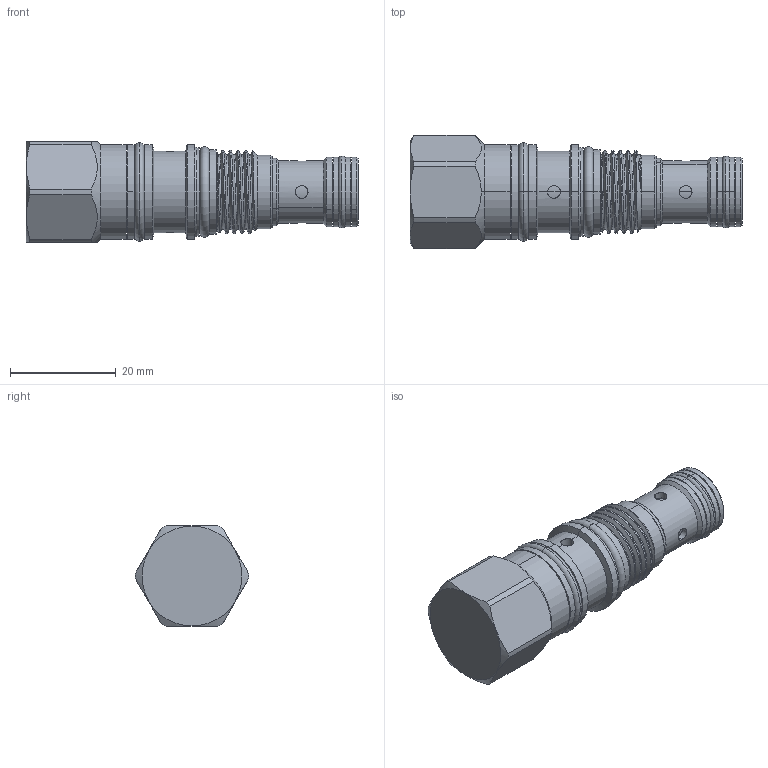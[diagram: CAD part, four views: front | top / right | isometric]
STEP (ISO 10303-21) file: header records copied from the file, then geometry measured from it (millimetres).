
FILE_DESCRIPTION (( 'STEP AP203' ), '1' );
FILE_NAME ('LS163A30-N.STEP', '2016-06-06T07:33:31', ( '' ), ( '' ), 'SwSTEP 2.0', 'SolidWorks 2012', '' );
FILE_SCHEMA (( 'CONFIG_CONTROL_DESIGN' ));
Length unit declared in the file: millimetre
Products named in the file (1): LS163A30-N
Bounding box: 62.77 x 21.4 x 19.05 mm (x, y, z)
Volume: 12916.5 mm3; surface area: 5687.8 mm2
Topology: 5 solids, 5 shells, 158 faces, 354 edges, 220 vertices
Faces by surface type: cylinder 85, plane 34, cone 24, torus 12, bspline 3
Entity records: 6239 total; most frequent: CARTESIAN_POINT 2675, DIRECTION 749, ORIENTED_EDGE 708, EDGE_CURVE 354, AXIS2_PLACEMENT_3D 312, VERTEX_POINT 220, EDGE_LOOP 180, ADVANCED_FACE 158
